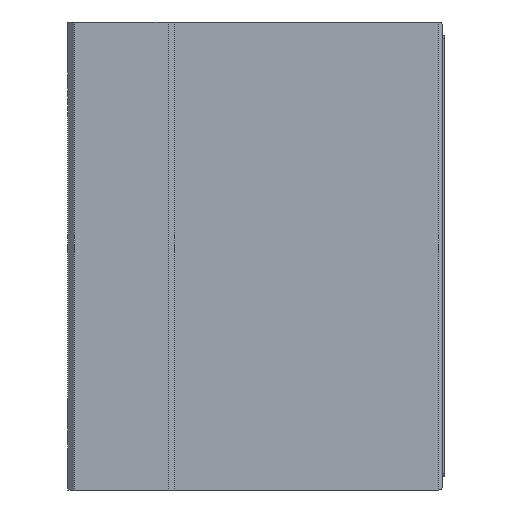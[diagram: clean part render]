
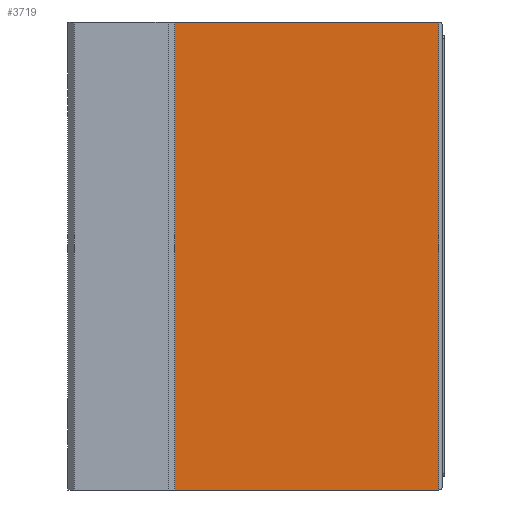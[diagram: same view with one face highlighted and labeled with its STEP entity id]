
A CAD part, left-side view. The second image highlights one B-rep face of the part: STEP entity #3719.
In plain terms, the highlighted planar face has unit normal (-1, 0, 0).
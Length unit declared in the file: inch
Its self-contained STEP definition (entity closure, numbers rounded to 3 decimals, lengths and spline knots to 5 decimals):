
#84 = CARTESIAN_POINT ( 'NONE',  ( -1.33858, 0.66929, 0. ) ) ;
#205 = DIRECTION ( 'NONE',  ( 0., 0., 1. ) ) ;
#231 = CARTESIAN_POINT ( 'NONE',  ( -1.33858, 0.70866, 0. ) ) ;
#329 = FACE_OUTER_BOUND ( 'NONE', #909, .T. ) ;
#591 = VERTEX_POINT ( 'NONE', #2653 ) ;
#909 = EDGE_LOOP ( 'NONE', ( #3815, #4918, #2228, #2615 ) ) ;
#928 = VERTEX_POINT ( 'NONE', #2672 ) ;
#951 = CARTESIAN_POINT ( 'NONE',  ( -1.33858, -0.88583, 0. ) ) ;
#1227 = CARTESIAN_POINT ( 'NONE',  ( -1.33858, 0.70866, 2.75591 ) ) ;
#1541 = DIRECTION ( 'NONE',  ( 0., 1., 0. ) ) ;
#1693 = CARTESIAN_POINT ( 'NONE',  ( -1.33858, 0.66929, 0. ) ) ;
#1727 = VECTOR ( 'NONE', #205, 39.37008 ) ;
#1876 = DIRECTION ( 'NONE',  ( 0., 1., 0. ) ) ;
#1983 = EDGE_CURVE ( 'NONE', #928, #591, #3296, .T. ) ;
#2208 = LINE ( 'NONE', #84, #5125 ) ;
#2228 = ORIENTED_EDGE ( 'NONE', *, *, #4563, .F. ) ;
#2615 = ORIENTED_EDGE ( 'NONE', *, *, #2682, .T. ) ;
#2627 = LINE ( 'NONE', #4277, #1727 ) ;
#2653 = CARTESIAN_POINT ( 'NONE',  ( -1.33858, 0.66929, 2.75591 ) ) ;
#2672 = CARTESIAN_POINT ( 'NONE',  ( -1.33858, -0.88583, 2.75591 ) ) ;
#2682 = EDGE_CURVE ( 'NONE', #4088, #928, #2627, .T. ) ;
#2856 = VECTOR ( 'NONE', #1876, 39.37008 ) ;
#3290 = DIRECTION ( 'NONE',  ( -1., 0., 0. ) ) ;
#3296 = LINE ( 'NONE', #1227, #4170 ) ;
#3608 = AXIS2_PLACEMENT_3D ( 'NONE', #3622, #3290, #3670 ) ;
#3622 = CARTESIAN_POINT ( 'NONE',  ( -1.33858, 0.70866, 2.75591 ) ) ;
#3670 = DIRECTION ( 'NONE',  ( 0., -1., 0. ) ) ;
#3719 = ADVANCED_FACE ( 'NONE', ( #329 ), #4891, .T. ) ;
#3815 = ORIENTED_EDGE ( 'NONE', *, *, #1983, .T. ) ;
#4088 = VERTEX_POINT ( 'NONE', #951 ) ;
#4170 = VECTOR ( 'NONE', #1541, 39.37008 ) ;
#4277 = CARTESIAN_POINT ( 'NONE',  ( -1.33858, -0.88583, 2.75591 ) ) ;
#4435 = VERTEX_POINT ( 'NONE', #1693 ) ;
#4563 = EDGE_CURVE ( 'NONE', #4088, #4435, #4684, .T. ) ;
#4684 = LINE ( 'NONE', #231, #2856 ) ;
#4891 = PLANE ( 'NONE',  #3608 ) ;
#4918 = ORIENTED_EDGE ( 'NONE', *, *, #5102, .T. ) ;
#4980 = DIRECTION ( 'NONE',  ( 0., 0., -1. ) ) ;
#5102 = EDGE_CURVE ( 'NONE', #591, #4435, #2208, .T. ) ;
#5125 = VECTOR ( 'NONE', #4980, 39.37008 ) ;
